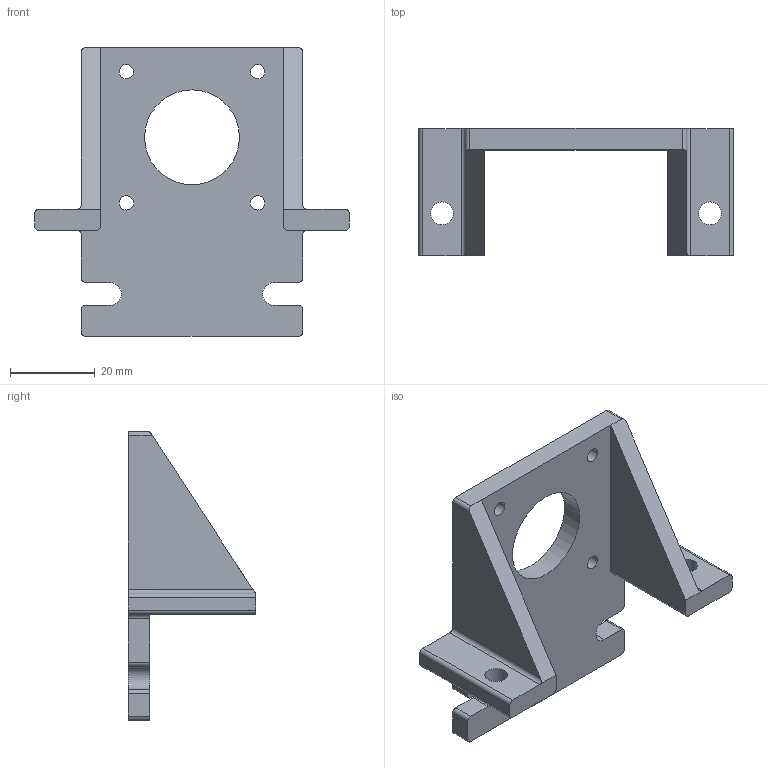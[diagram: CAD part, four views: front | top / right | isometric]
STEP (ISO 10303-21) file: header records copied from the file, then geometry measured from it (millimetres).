
FILE_DESCRIPTION(/* description */ ('','CAx-IF Rec.Pracs.---Representation and Presentation of Product Manufacturing Information (PMI)---4.0---2014-10-13'),/* implementation_level */ '2;1');
FILE_NAME(/* name */ 'Z Axis Motor Mount - Rear.step',/* time_stamp */ '2025-01-16T20:25:50-06:00',/* author */ (''),/* organization */ (''),/* preprocessor_version */ 'ST-DEVELOPER v20',/* originating_system */ 'Autodesk Translation Framework v13.20.0.188',/* authorisation */ '');
FILE_SCHEMA (('AP242_MANAGED_MODEL_BASED_3D_ENGINEERING_MIM_LF { 1 0 10303 442 1 1 4 }'));
Length unit declared in the file: millimetre
Products named in the file (1): Z Axis Motor Mount - Rear
Bounding box: 74.3 x 30 x 68.15 mm (x, y, z)
Volume: 23551.6 mm3; surface area: 12177.7 mm2
Topology: 1 solids, 1 shells, 57 faces, 157 edges, 102 vertices
Faces by surface type: cylinder 27, plane 26, cone 4
Full cylindrical faces by diameter (mm): 3.4 x4, 5.4 x2, 22.4 x1
Entity records: 1893 total; most frequent: DIRECTION 331, CARTESIAN_POINT 317, ORIENTED_EDGE 314, EDGE_CURVE 157, AXIS2_PLACEMENT_3D 116, VERTEX_POINT 102, LINE 99, VECTOR 99
